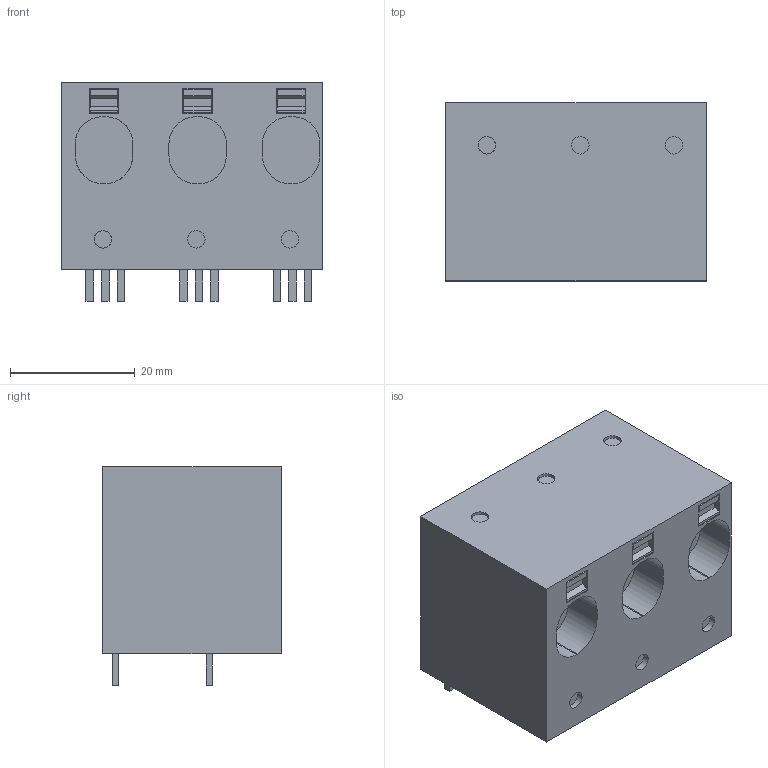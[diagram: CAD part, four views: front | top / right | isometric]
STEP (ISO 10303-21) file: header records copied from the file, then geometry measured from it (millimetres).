
FILE_DESCRIPTION(('CATIA V5 STEP Exchange','CAx-IF Rec.Pracs.--- Model Styling and Organization---1.2---2011-12-15'),'2;1');
FILE_NAME ('D1462946_0_2500570000_2500570000.stp','2018-03-29T09:59:32+00:00',('none'),('Weidmueller'),'CATIA Version 5-6 Release 2014','CATIA V5 STEP AP214','none');
FILE_SCHEMA(('AUTOMOTIVE_DESIGN { 1 0 10303 214 1 1 1 1 }'));
Length unit declared in the file: millimetre
Products named in the file (1): 2500570000
Bounding box: 41.8 x 28.55 x 35 mm (x, y, z)
Volume: 32606.5 mm3; surface area: 9076.2 mm2
Topology: 7 solids, 7 shells, 225 faces, 598 edges, 406 vertices
Faces by surface type: plane 201, cylinder 24
Entity records: 6961 total; most frequent: CARTESIAN_POINT 1318, ORIENTED_EDGE 1196, DIRECTION 944, EDGE_CURVE 598, VECTOR 550, LINE 550, VERTEX_POINT 406, EDGE_LOOP 244
